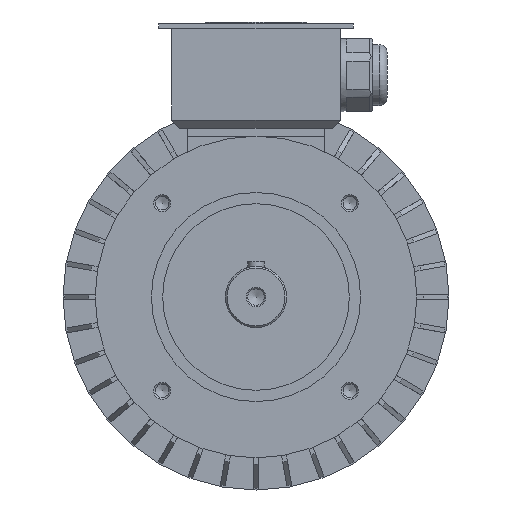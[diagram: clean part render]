
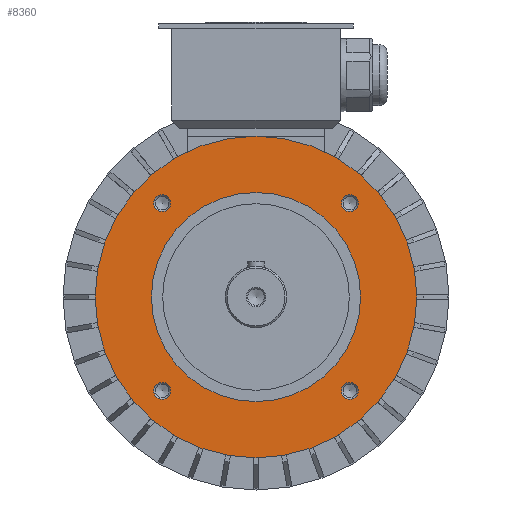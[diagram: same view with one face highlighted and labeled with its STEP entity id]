
A CAD part, front view. The second image highlights one B-rep face of the part: STEP entity #8360.
In plain terms, the highlighted planar face has unit normal (0, -1, 0).
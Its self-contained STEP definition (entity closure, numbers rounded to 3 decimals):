
#228=CIRCLE('',#8648,5.188);
#232=CIRCLE('',#8656,5.188);
#236=CIRCLE('',#8664,5.188);
#330=CIRCLE('',#8840,100.);
#332=CIRCLE('',#8843,5.188);
#333=CIRCLE('',#8844,65.);
#884=ORIENTED_EDGE('',*,*,#2283,.T.);
#885=ORIENTED_EDGE('',*,*,#2287,.T.);
#886=ORIENTED_EDGE('',*,*,#2291,.T.);
#887=ORIENTED_EDGE('',*,*,#2607,.T.);
#888=ORIENTED_EDGE('',*,*,#2608,.T.);
#889=ORIENTED_EDGE('',*,*,#2605,.F.);
#2283=EDGE_CURVE('',#3179,#3179,#228,.T.);
#2287=EDGE_CURVE('',#3184,#3184,#232,.T.);
#2291=EDGE_CURVE('',#3189,#3189,#236,.T.);
#2605=EDGE_CURVE('',#3454,#3454,#330,.T.);
#2607=EDGE_CURVE('',#3456,#3456,#332,.T.);
#2608=EDGE_CURVE('',#3457,#3457,#333,.T.);
#3179=VERTEX_POINT('',#11087);
#3184=VERTEX_POINT('',#11100);
#3189=VERTEX_POINT('',#11113);
#3454=VERTEX_POINT('',#11750);
#3456=VERTEX_POINT('',#11755);
#3457=VERTEX_POINT('',#11757);
#4980=EDGE_LOOP('',(#884));
#4981=EDGE_LOOP('',(#885));
#4982=EDGE_LOOP('',(#886));
#4983=EDGE_LOOP('',(#887));
#4984=EDGE_LOOP('',(#888));
#4985=EDGE_LOOP('',(#889));
#5370=FACE_BOUND('',#4980,.T.);
#5371=FACE_BOUND('',#4981,.T.);
#5372=FACE_BOUND('',#4982,.T.);
#5373=FACE_BOUND('',#4983,.T.);
#5374=FACE_BOUND('',#4984,.T.);
#5375=FACE_BOUND('',#4985,.T.);
#5728=PLANE('',#8842);
#8360=ADVANCED_FACE('',(#5370,#5371,#5372,#5373,#5374,#5375),#5728,.F.);
#8648=AXIS2_PLACEMENT_3D('',#11086,#9289,#9290);
#8656=AXIS2_PLACEMENT_3D('',#11099,#9305,#9306);
#8664=AXIS2_PLACEMENT_3D('',#11112,#9321,#9322);
#8840=AXIS2_PLACEMENT_3D('',#11749,#9869,#9870);
#8842=AXIS2_PLACEMENT_3D('',#11753,#9873,#9874);
#8843=AXIS2_PLACEMENT_3D('',#11754,#9875,#9876);
#8844=AXIS2_PLACEMENT_3D('',#11756,#9877,#9878);
#9289=DIRECTION('',(0.,1.,0.));
#9290=DIRECTION('',(0.,0.,1.));
#9305=DIRECTION('',(0.,1.,0.));
#9306=DIRECTION('',(-1.,0.,0.));
#9321=DIRECTION('',(0.,1.,0.));
#9322=DIRECTION('',(0.,0.,-1.));
#9869=DIRECTION('',(0.,1.,0.));
#9870=DIRECTION('',(1.,0.,0.));
#9873=DIRECTION('',(0.,1.,0.));
#9874=DIRECTION('',(0.,0.,1.));
#9875=DIRECTION('',(0.,1.,0.));
#9876=DIRECTION('',(1.,0.,0.));
#9877=DIRECTION('',(0.,1.,0.));
#9878=DIRECTION('',(1.,0.,0.));
#11086=CARTESIAN_POINT('',(-58.336,-40.,-58.336));
#11087=CARTESIAN_POINT('',(-58.336,-40.,-53.148));
#11099=CARTESIAN_POINT('',(58.336,-40.,-58.336));
#11100=CARTESIAN_POINT('',(53.148,-40.,-58.336));
#11112=CARTESIAN_POINT('',(58.336,-40.,58.336));
#11113=CARTESIAN_POINT('',(58.336,-40.,53.148));
#11749=CARTESIAN_POINT('',(0.,-40.,0.));
#11750=CARTESIAN_POINT('',(100.,-40.,0.));
#11753=CARTESIAN_POINT('',(0.,-40.,0.));
#11754=CARTESIAN_POINT('',(-58.336,-40.,58.336));
#11755=CARTESIAN_POINT('',(-53.148,-40.,58.336));
#11756=CARTESIAN_POINT('',(0.,-40.,0.));
#11757=CARTESIAN_POINT('',(65.,-40.,0.));
